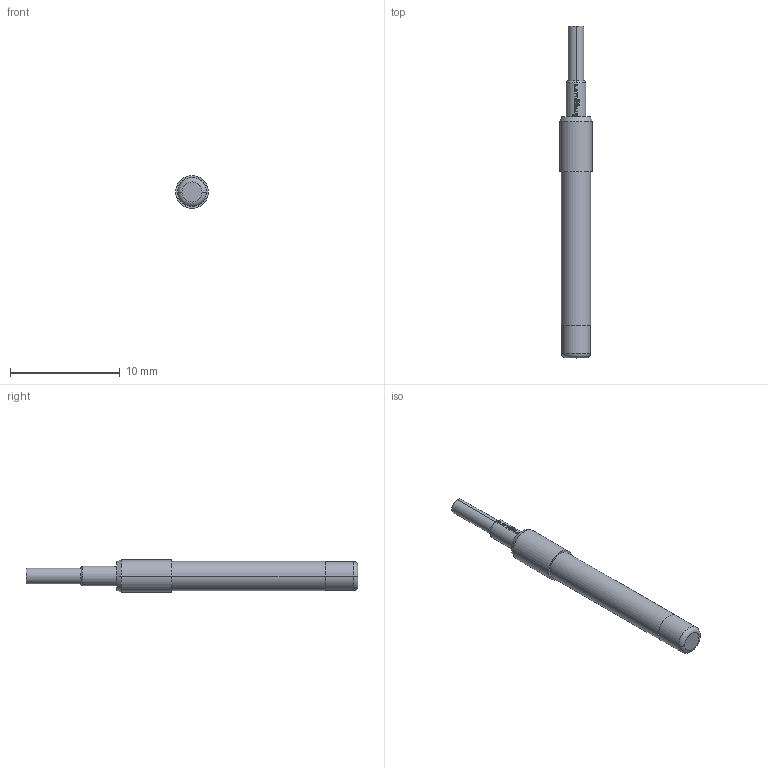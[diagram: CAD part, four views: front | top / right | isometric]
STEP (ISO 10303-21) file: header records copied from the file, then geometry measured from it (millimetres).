
FILE_DESCRIPTION (( 'STEP AP203' ), '1' );
FILE_NAME ('INGUN_GKS-113_302_140_A_xx05.STEP', '2022-01-19T12:12:10', ( 'ochi' ), ( '' ), 'SwSTEP 2.0', 'SolidWorks 2018', '' );
FILE_SCHEMA (( 'CONFIG_CONTROL_DESIGN' ));
Length unit declared in the file: millimetre
Products named in the file (1): INGUN_GKS-113_302_140_A_xx05
Bounding box: 3 x 30.3 x 3 mm (x, y, z)
Volume: 144.3 mm3; surface area: 239.9 mm2
Topology: 1 solids, 1 shells, 93 faces, 253 edges, 166 vertices
Faces by surface type: bspline 38, plane 29, cylinder 20, torus 4, cone 2
Entity records: 4030 total; most frequent: CARTESIAN_POINT 2097, ORIENTED_EDGE 506, EDGE_CURVE 253, B_SPLINE_CURVE_WITH_KNOTS 204, DIRECTION 189, VERTEX_POINT 166, EDGE_LOOP 97, FACE_OUTER_BOUND 93
